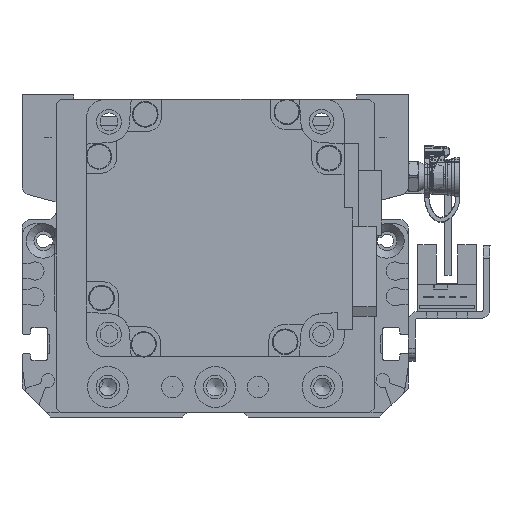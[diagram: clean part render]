
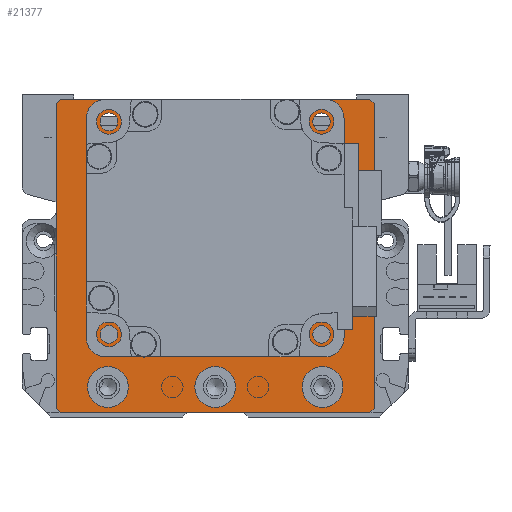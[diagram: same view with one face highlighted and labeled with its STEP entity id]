
A CAD part, left-side view. The second image highlights one B-rep face of the part: STEP entity #21377.
In plain terms, the highlighted face is planar.
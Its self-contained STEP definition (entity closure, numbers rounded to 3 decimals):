
#746=FACE_BOUND('',#4018,.T.);
#747=FACE_BOUND('',#4019,.T.);
#748=FACE_BOUND('',#4020,.T.);
#749=FACE_BOUND('',#4021,.T.);
#750=FACE_BOUND('',#4022,.T.);
#751=FACE_BOUND('',#4023,.T.);
#752=FACE_BOUND('',#4024,.T.);
#753=FACE_BOUND('',#4025,.T.);
#1165=PLANE('',#23669);
#2594=FACE_OUTER_BOUND('',#4017,.T.);
#4017=EDGE_LOOP('',(#17956,#17957,#17958,#17959,#17960,#17961,#17962,#17963));
#4018=EDGE_LOOP('',(#17964));
#4019=EDGE_LOOP('',(#17965));
#4020=EDGE_LOOP('',(#17966));
#4021=EDGE_LOOP('',(#17967));
#4022=EDGE_LOOP('',(#17968));
#4023=EDGE_LOOP('',(#17969));
#4024=EDGE_LOOP('',(#17970));
#4025=EDGE_LOOP('',(#17971));
#5663=LINE('',#35180,#7438);
#5669=LINE('',#35191,#7444);
#5676=LINE('',#35226,#7451);
#5679=LINE('',#35231,#7454);
#5685=LINE('',#35252,#7460);
#5688=LINE('',#35257,#7463);
#5689=LINE('',#35260,#7464);
#5697=LINE('',#35299,#7472);
#7438=VECTOR('',#28219,10.);
#7444=VECTOR('',#28227,10.);
#7451=VECTOR('',#28258,10.);
#7454=VECTOR('',#28263,10.);
#7460=VECTOR('',#28287,10.);
#7463=VECTOR('',#28292,10.);
#7464=VECTOR('',#28295,10.);
#7472=VECTOR('',#28345,10.);
#8885=CIRCLE('',#23638,4.75);
#8888=CIRCLE('',#23644,4.75);
#8891=CIRCLE('',#23650,4.75);
#8893=CIRCLE('',#23656,2.067);
#8894=CIRCLE('',#23658,2.067);
#8895=CIRCLE('',#23660,2.067);
#8896=CIRCLE('',#23662,2.067);
#8899=CIRCLE('',#23667,25.);
#10492=VERTEX_POINT('',#35178);
#10493=VERTEX_POINT('',#35179);
#10497=VERTEX_POINT('',#35189);
#10513=VERTEX_POINT('',#35225);
#10514=VERTEX_POINT('',#35229);
#10520=VERTEX_POINT('',#35251);
#10521=VERTEX_POINT('',#35255);
#10522=VERTEX_POINT('',#35259);
#10525=VERTEX_POINT('',#35268);
#10528=VERTEX_POINT('',#35279);
#10531=VERTEX_POINT('',#35290);
#10533=VERTEX_POINT('',#35301);
#10534=VERTEX_POINT('',#35305);
#10535=VERTEX_POINT('',#35309);
#10536=VERTEX_POINT('',#35313);
#10539=VERTEX_POINT('',#35322);
#13089=EDGE_CURVE('',#10492,#10493,#5663,.T.);
#13095=EDGE_CURVE('',#10492,#10497,#5669,.T.);
#13112=EDGE_CURVE('',#10513,#10497,#5676,.T.);
#13115=EDGE_CURVE('',#10513,#10514,#5679,.T.);
#13124=EDGE_CURVE('',#10520,#10514,#5685,.T.);
#13127=EDGE_CURVE('',#10520,#10521,#5688,.T.);
#13128=EDGE_CURVE('',#10522,#10521,#5689,.T.);
#13132=EDGE_CURVE('',#10525,#10525,#8885,.T.);
#13137=EDGE_CURVE('',#10528,#10528,#8888,.T.);
#13142=EDGE_CURVE('',#10531,#10531,#8891,.T.);
#13146=EDGE_CURVE('',#10522,#10493,#5697,.T.);
#13147=EDGE_CURVE('',#10533,#10533,#8893,.T.);
#13149=EDGE_CURVE('',#10534,#10534,#8894,.T.);
#13151=EDGE_CURVE('',#10535,#10535,#8895,.T.);
#13153=EDGE_CURVE('',#10536,#10536,#8896,.T.);
#13157=EDGE_CURVE('',#10539,#10539,#8899,.T.);
#17956=ORIENTED_EDGE('',*,*,#13089,.F.);
#17957=ORIENTED_EDGE('',*,*,#13095,.T.);
#17958=ORIENTED_EDGE('',*,*,#13112,.F.);
#17959=ORIENTED_EDGE('',*,*,#13115,.T.);
#17960=ORIENTED_EDGE('',*,*,#13124,.F.);
#17961=ORIENTED_EDGE('',*,*,#13127,.T.);
#17962=ORIENTED_EDGE('',*,*,#13128,.F.);
#17963=ORIENTED_EDGE('',*,*,#13146,.T.);
#17964=ORIENTED_EDGE('',*,*,#13132,.T.);
#17965=ORIENTED_EDGE('',*,*,#13137,.T.);
#17966=ORIENTED_EDGE('',*,*,#13142,.T.);
#17967=ORIENTED_EDGE('',*,*,#13147,.T.);
#17968=ORIENTED_EDGE('',*,*,#13149,.T.);
#17969=ORIENTED_EDGE('',*,*,#13151,.T.);
#17970=ORIENTED_EDGE('',*,*,#13153,.T.);
#17971=ORIENTED_EDGE('',*,*,#13157,.T.);
#21377=ADVANCED_FACE('',(#2594,#746,#747,#748,#749,#750,#751,#752,#753),
#1165,.T.);
#23638=AXIS2_PLACEMENT_3D('',#35269,#28305,#28306);
#23644=AXIS2_PLACEMENT_3D('',#35280,#28319,#28320);
#23650=AXIS2_PLACEMENT_3D('',#35291,#28333,#28334);
#23656=AXIS2_PLACEMENT_3D('',#35302,#28348,#28349);
#23658=AXIS2_PLACEMENT_3D('',#35306,#28353,#28354);
#23660=AXIS2_PLACEMENT_3D('',#35310,#28358,#28359);
#23662=AXIS2_PLACEMENT_3D('',#35314,#28363,#28364);
#23667=AXIS2_PLACEMENT_3D('',#35323,#28374,#28375);
#23669=AXIS2_PLACEMENT_3D('',#35327,#28380,#28381);
#28219=DIRECTION('',(0.707,-0.707,0.));
#28227=DIRECTION('',(-1.,0.,0.));
#28258=DIRECTION('',(0.707,0.707,0.));
#28263=DIRECTION('',(0.,-1.,0.));
#28287=DIRECTION('',(-0.707,0.707,0.));
#28292=DIRECTION('',(1.,0.,0.));
#28295=DIRECTION('',(-0.707,-0.707,0.));
#28305=DIRECTION('center_axis',(0.,0.,-1.));
#28306=DIRECTION('ref_axis',(1.,0.,0.));
#28319=DIRECTION('center_axis',(0.,0.,-1.));
#28320=DIRECTION('ref_axis',(1.,0.,0.));
#28333=DIRECTION('center_axis',(0.,0.,-1.));
#28334=DIRECTION('ref_axis',(1.,0.,0.));
#28345=DIRECTION('',(0.,1.,0.));
#28348=DIRECTION('center_axis',(0.,0.,-1.));
#28349=DIRECTION('ref_axis',(1.,0.,0.));
#28353=DIRECTION('center_axis',(0.,0.,-1.));
#28354=DIRECTION('ref_axis',(1.,0.,0.));
#28358=DIRECTION('center_axis',(0.,0.,-1.));
#28359=DIRECTION('ref_axis',(1.,0.,0.));
#28363=DIRECTION('center_axis',(0.,0.,-1.));
#28364=DIRECTION('ref_axis',(1.,0.,0.));
#28374=DIRECTION('center_axis',(0.,0.,-1.));
#28375=DIRECTION('ref_axis',(1.,0.,0.));
#28380=DIRECTION('center_axis',(0.,0.,1.));
#28381=DIRECTION('ref_axis',(1.,0.,0.));
#35178=CARTESIAN_POINT('',(36.,37.5,59.));
#35179=CARTESIAN_POINT('',(37.,36.5,59.));
#35180=CARTESIAN_POINT('',(36.625,36.875,59.));
#35189=CARTESIAN_POINT('',(-36.,37.5,59.));
#35191=CARTESIAN_POINT('',(37.,37.5,59.));
#35225=CARTESIAN_POINT('',(-37.,36.5,59.));
#35226=CARTESIAN_POINT('',(-36.625,36.875,59.));
#35229=CARTESIAN_POINT('',(-37.,-34.5,59.));
#35231=CARTESIAN_POINT('',(-37.,35.5,59.));
#35251=CARTESIAN_POINT('',(-36.,-35.5,59.));
#35252=CARTESIAN_POINT('',(-36.125,-35.375,59.));
#35255=CARTESIAN_POINT('',(36.,-35.5,59.));
#35257=CARTESIAN_POINT('',(-37.,-35.5,59.));
#35259=CARTESIAN_POINT('',(37.,-34.5,59.));
#35260=CARTESIAN_POINT('',(36.125,-35.375,59.));
#35268=CARTESIAN_POINT('',(-29.75,-29.5,59.));
#35269=CARTESIAN_POINT('Origin',(-25.,-29.5,59.));
#35279=CARTESIAN_POINT('',(-4.75,-29.5,59.));
#35280=CARTESIAN_POINT('Origin',(0.,-29.5,59.));
#35290=CARTESIAN_POINT('',(20.25,-29.5,59.));
#35291=CARTESIAN_POINT('Origin',(25.,-29.5,59.));
#35299=CARTESIAN_POINT('',(37.,-35.5,59.));
#35301=CARTESIAN_POINT('',(-26.816,-17.249,59.));
#35302=CARTESIAN_POINT('Origin',(-24.749,-17.249,59.));
#35305=CARTESIAN_POINT('',(-26.816,32.249,59.));
#35306=CARTESIAN_POINT('Origin',(-24.749,32.249,59.));
#35309=CARTESIAN_POINT('',(22.682,32.249,59.));
#35310=CARTESIAN_POINT('Origin',(24.749,32.249,59.));
#35313=CARTESIAN_POINT('',(22.682,-17.249,59.));
#35314=CARTESIAN_POINT('Origin',(24.749,-17.249,59.));
#35322=CARTESIAN_POINT('',(-25.,7.5,59.));
#35323=CARTESIAN_POINT('Origin',(0.,7.5,59.));
#35327=CARTESIAN_POINT('Origin',(0.,0.,
59.));
